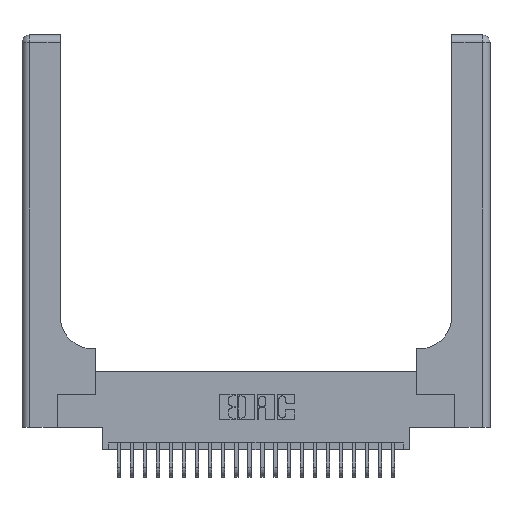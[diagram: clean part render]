
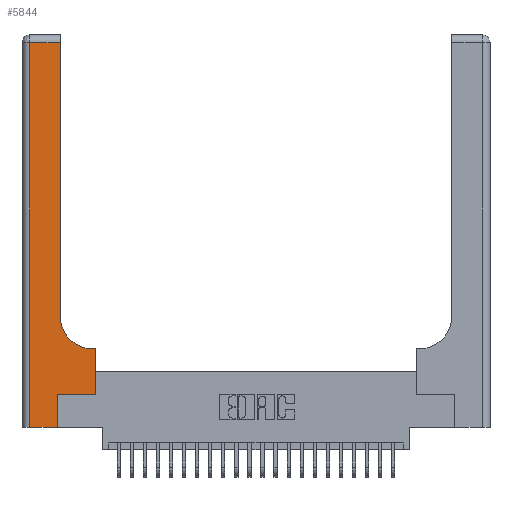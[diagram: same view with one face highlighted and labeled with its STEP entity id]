
A CAD part, top view. The second image highlights one B-rep face of the part: STEP entity #5844.
In plain terms, the highlighted planar face has unit normal (0, 0, 1).
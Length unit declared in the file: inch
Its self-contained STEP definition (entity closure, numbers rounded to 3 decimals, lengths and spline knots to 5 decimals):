
#184 = VERTEX_POINT ( 'NONE', #14474 ) ;
#727 = CARTESIAN_POINT ( 'NONE',  ( 0.5415, 0.6, 0.37 ) ) ;
#1641 = LINE ( 'NONE', #4903, #11579 ) ;
#1930 = DIRECTION ( 'NONE',  ( 0., 0., -1. ) ) ;
#2450 = EDGE_CURVE ( 'NONE', #17363, #12247, #3582, .T. ) ;
#2542 = VECTOR ( 'NONE', #17834, 39.37008 ) ;
#2843 = CARTESIAN_POINT ( 'NONE',  ( 0.5585, 0.25, 0.37 ) ) ;
#3037 = ORIENTED_EDGE ( 'NONE', *, *, #25093, .T. ) ;
#3541 = CARTESIAN_POINT ( 'NONE',  ( 0.269, 0., 0.37 ) ) ;
#3582 = LINE ( 'NONE', #26804, #24891 ) ;
#4000 = CARTESIAN_POINT ( 'NONE',  ( 0.06, 0., 0.37 ) ) ;
#4196 = DIRECTION ( 'NONE',  ( 0., 0., -1. ) ) ;
#4234 = DIRECTION ( 'NONE',  ( -1., 0., 0. ) ) ;
#4519 = ORIENTED_EDGE ( 'NONE', *, *, #2450, .T. ) ;
#4903 = CARTESIAN_POINT ( 'NONE',  ( 0.269, 0.25, 0.37 ) ) ;
#5375 = CARTESIAN_POINT ( 'NONE',  ( 0.5585, 0.25, 0.37 ) ) ;
#5561 = EDGE_LOOP ( 'NONE', ( #12371, #18467, #11235, #3037, #8546, #14746, #12406, #4519, #8516 ) ) ;
#5844 = ADVANCED_FACE ( 'NONE', ( #16934 ), #14460, .F. ) ;
#6438 = VECTOR ( 'NONE', #21528, 39.37008 ) ;
#6729 = EDGE_CURVE ( 'NONE', #12499, #21736, #17530, .T. ) ;
#6922 = VERTEX_POINT ( 'NONE', #22496 ) ;
#7508 = LINE ( 'NONE', #5375, #2542 ) ;
#8220 = CIRCLE ( 'NONE', #20147, 0.25 ) ;
#8516 = ORIENTED_EDGE ( 'NONE', *, *, #12065, .T. ) ;
#8546 = ORIENTED_EDGE ( 'NONE', *, *, #24425, .T. ) ;
#9898 = EDGE_CURVE ( 'NONE', #24376, #12499, #12531, .T. ) ;
#10099 = DIRECTION ( 'NONE',  ( 0., 1., 0. ) ) ;
#10368 = DIRECTION ( 'NONE',  ( 0., 1., 0. ) ) ;
#10425 = VECTOR ( 'NONE', #19163, 39.37008 ) ;
#11235 = ORIENTED_EDGE ( 'NONE', *, *, #6729, .T. ) ;
#11579 = VECTOR ( 'NONE', #21455, 39.37008 ) ;
#11753 = DIRECTION ( 'NONE',  ( -1., 0., 0. ) ) ;
#12065 = EDGE_CURVE ( 'NONE', #12247, #6922, #8220, .T. ) ;
#12247 = VERTEX_POINT ( 'NONE', #727 ) ;
#12371 = ORIENTED_EDGE ( 'NONE', *, *, #21742, .T. ) ;
#12406 = ORIENTED_EDGE ( 'NONE', *, *, #13059, .T. ) ;
#12499 = VERTEX_POINT ( 'NONE', #15767 ) ;
#12531 = LINE ( 'NONE', #25999, #17984 ) ;
#13059 = EDGE_CURVE ( 'NONE', #22688, #17363, #7508, .T. ) ;
#13244 = CARTESIAN_POINT ( 'NONE',  ( 0.06, 3., 0.37 ) ) ;
#13916 = AXIS2_PLACEMENT_3D ( 'NONE', #14543, #1930, #16619 ) ;
#14286 = VERTEX_POINT ( 'NONE', #3541 ) ;
#14460 = PLANE ( 'NONE',  #13916 ) ;
#14474 = CARTESIAN_POINT ( 'NONE',  ( 0.269, 0.25, 0.37 ) ) ;
#14543 = CARTESIAN_POINT ( 'NONE',  ( 0., 3., 0.37 ) ) ;
#14746 = ORIENTED_EDGE ( 'NONE', *, *, #19987, .T. ) ;
#15767 = CARTESIAN_POINT ( 'NONE',  ( 0.06, 2.94, 0.37 ) ) ;
#16619 = DIRECTION ( 'NONE',  ( -1., 0., 0. ) ) ;
#16721 = CARTESIAN_POINT ( 'NONE',  ( 0.5415, 0.85, 0.37 ) ) ;
#16934 = FACE_OUTER_BOUND ( 'NONE', #5561, .T. ) ;
#17363 = VERTEX_POINT ( 'NONE', #21069 ) ;
#17530 = LINE ( 'NONE', #13244, #6438 ) ;
#17834 = DIRECTION ( 'NONE',  ( 0., 1., 0. ) ) ;
#17984 = VECTOR ( 'NONE', #11753, 39.37008 ) ;
#18467 = ORIENTED_EDGE ( 'NONE', *, *, #9898, .T. ) ;
#18761 = DIRECTION ( 'NONE',  ( 1., 0., 0. ) ) ;
#19163 = DIRECTION ( 'NONE',  ( 1., 0., 0. ) ) ;
#19987 = EDGE_CURVE ( 'NONE', #184, #22688, #1641, .T. ) ;
#20147 = AXIS2_PLACEMENT_3D ( 'NONE', #16721, #4196, #18761 ) ;
#20330 = CARTESIAN_POINT ( 'NONE',  ( 0.269, 0., 0.37 ) ) ;
#20493 = LINE ( 'NONE', #26598, #25249 ) ;
#21042 = VECTOR ( 'NONE', #10099, 39.37008 ) ;
#21069 = CARTESIAN_POINT ( 'NONE',  ( 0.5585, 0.6, 0.37 ) ) ;
#21185 = CARTESIAN_POINT ( 'NONE',  ( 0., 0., 0.37 ) ) ;
#21455 = DIRECTION ( 'NONE',  ( 1., 0., 0. ) ) ;
#21528 = DIRECTION ( 'NONE',  ( 0., -1., 0. ) ) ;
#21736 = VERTEX_POINT ( 'NONE', #4000 ) ;
#21742 = EDGE_CURVE ( 'NONE', #6922, #24376, #20493, .T. ) ;
#22496 = CARTESIAN_POINT ( 'NONE',  ( 0.2915, 0.85, 0.37 ) ) ;
#22688 = VERTEX_POINT ( 'NONE', #2843 ) ;
#24229 = CARTESIAN_POINT ( 'NONE',  ( 0.2915, 2.94, 0.37 ) ) ;
#24376 = VERTEX_POINT ( 'NONE', #24229 ) ;
#24425 = EDGE_CURVE ( 'NONE', #14286, #184, #26410, .T. ) ;
#24891 = VECTOR ( 'NONE', #4234, 39.37008 ) ;
#25093 = EDGE_CURVE ( 'NONE', #21736, #14286, #26694, .T. ) ;
#25249 = VECTOR ( 'NONE', #10368, 39.37008 ) ;
#25999 = CARTESIAN_POINT ( 'NONE',  ( 0., 2.94, 0.37 ) ) ;
#26410 = LINE ( 'NONE', #20330, #21042 ) ;
#26598 = CARTESIAN_POINT ( 'NONE',  ( 0.2915, 3., 0.37 ) ) ;
#26694 = LINE ( 'NONE', #21185, #10425 ) ;
#26804 = CARTESIAN_POINT ( 'NONE',  ( 0.2915, 0.6, 0.37 ) ) ;
